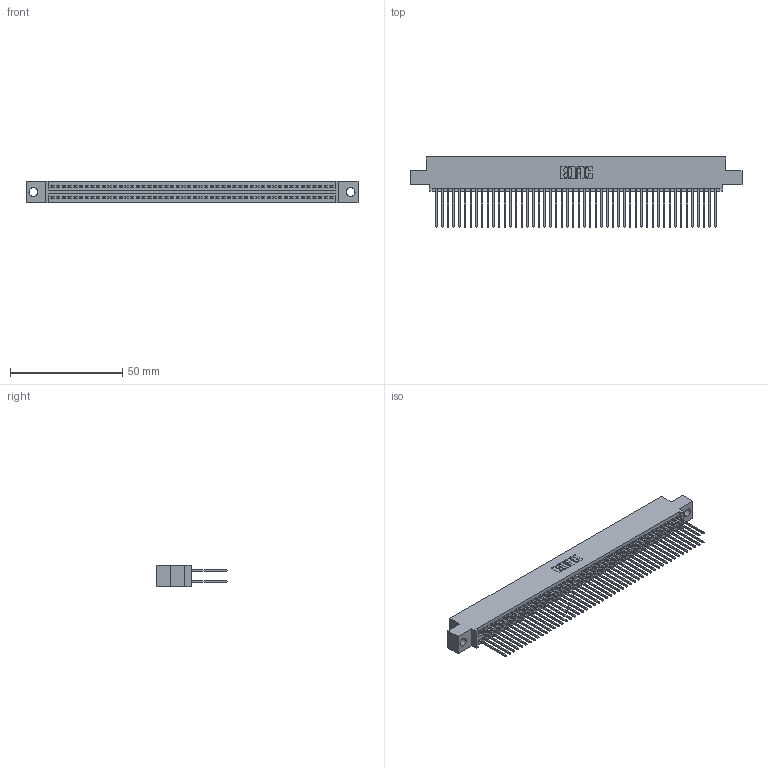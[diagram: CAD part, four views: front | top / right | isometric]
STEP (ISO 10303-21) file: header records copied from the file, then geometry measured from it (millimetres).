
FILE_DESCRIPTION (( 'STEP AP203' ), '1' );
FILE_NAME ('395-100-542-504.STEP', '2021-06-17T15:08:30', ( '' ), ( '' ), 'SwSTEP 2.0', 'SolidWorks 2020', '' );
FILE_SCHEMA (( 'CONFIG_CONTROL_DESIGN' ));
Length unit declared in the file: inch
Products named in the file (3): 345-292-001_345-293-142; 345 Part_0.110 Offset - 0.156 Dia-TI; 395-100-542-504
Assembly tree (101 placements, depth 2):
  395-100-542-504
    345 Part_0.110 Offset - 0.156 Dia-TI
    345-292-001_345-293-142  x100
Bounding box: 148.21 x 31.29 x 9.4 mm (x, y, z)
Volume: 14758.3 mm3; surface area: 24093.1 mm2
Topology: 101 solids, 101 shells, 5144 faces, 15289 edges, 10058 vertices
Faces by surface type: plane 3398, cylinder 1746
Entity records: 38723 total; most frequent: CARTESIAN_POINT 6490, ORIENTED_EDGE 6422, DIRECTION 5711, EDGE_CURVE 3211, LINE 2879, VECTOR 2879, VERTEX_POINT 2138, AXIS2_PLACEMENT_3D 1416
